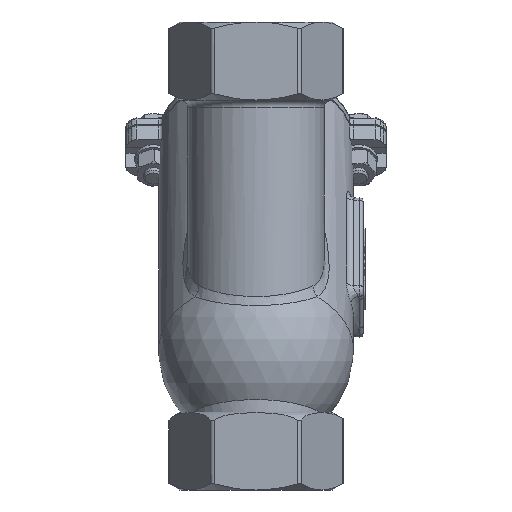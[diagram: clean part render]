
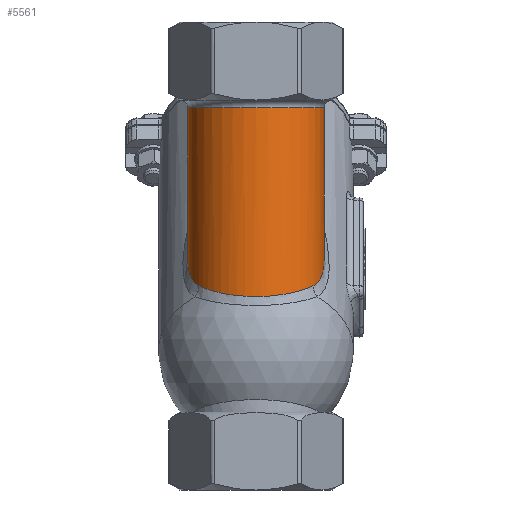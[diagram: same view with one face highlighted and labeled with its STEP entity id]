
A CAD part, front view. The second image highlights one B-rep face of the part: STEP entity #5561.
In plain terms, the highlighted cylindrical face has radius 17.5 mm (diameter 35 mm), a full revolution.
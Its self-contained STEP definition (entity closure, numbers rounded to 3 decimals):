
#469=B_SPLINE_CURVE_WITH_KNOTS('',3,(#9529,#9530,#9531,#9532,#9533,#9534,
#9535),.UNSPECIFIED.,.F.,.F.,(4,1,1,1,4),(-4.468,-3.191,
-2.553,-1.277,0.),.UNSPECIFIED.);
#470=B_SPLINE_CURVE_WITH_KNOTS('',3,(#9537,#9538,#9539,#9540,#9541,#9542),
 .UNSPECIFIED.,.F.,.F.,(4,1,1,4),(-1.538,-0.969,
-0.484,0.),.UNSPECIFIED.);
#471=B_SPLINE_CURVE_WITH_KNOTS('',3,(#9544,#9545,#9546,#9547,#9548,#9549,
#9550,#9551,#9552,#9553,#9554,#9555,#9556,#9557,#9558,#9559,#9560,#9561,
#9562,#9563,#9564,#9565),.UNSPECIFIED.,.F.,.F.,(4,1,1,1,1,1,1,1,1,1,1,1,
1,1,1,1,1,1,1,4),(-13.561,-13.076,-12.592,
-11.623,-10.655,-9.686,-8.717,-7.749,
-7.426,-7.103,-6.78,-6.457,
-6.135,-5.812,-5.166,-4.52,
-3.874,-2.906,-1.937,-1.538),
 .UNSPECIFIED.);
#625=FACE_OUTER_BOUND('',#954,.T.);
#954=EDGE_LOOP('',(#4085,#4086,#4087,#4088,#4089,#4090));
#1320=LINE('',#9543,#1689);
#1689=VECTOR('',#7039,17.5);
#2050=CIRCLE('',#6118,17.5);
#2432=VERTEX_POINT('',#9515);
#2435=VERTEX_POINT('',#9527);
#2436=VERTEX_POINT('',#9528);
#2437=VERTEX_POINT('',#9536);
#3053=EDGE_CURVE('',#2432,#2432,#2050,.T.);
#3060=EDGE_CURVE('',#2435,#2436,#469,.T.);
#3061=EDGE_CURVE('',#2437,#2435,#470,.T.);
#3062=EDGE_CURVE('',#2437,#2432,#1320,.T.);
#3063=EDGE_CURVE('',#2436,#2437,#471,.T.);
#4085=ORIENTED_EDGE('',*,*,#3060,.F.);
#4086=ORIENTED_EDGE('',*,*,#3061,.F.);
#4087=ORIENTED_EDGE('',*,*,#3062,.T.);
#4088=ORIENTED_EDGE('',*,*,#3053,.F.);
#4089=ORIENTED_EDGE('',*,*,#3062,.F.);
#4090=ORIENTED_EDGE('',*,*,#3063,.F.);
#5139=CYLINDRICAL_SURFACE('',#6125,17.5);
#5561=ADVANCED_FACE('',(#625),#5139,.T.);
#6118=AXIS2_PLACEMENT_3D('',#9517,#7023,#7024);
#6125=AXIS2_PLACEMENT_3D('',#9526,#7037,#7038);
#7023=DIRECTION('center_axis',(0.,0.,-1.));
#7024=DIRECTION('ref_axis',(1.,0.,0.));
#7037=DIRECTION('center_axis',(0.,0.,1.));
#7038=DIRECTION('ref_axis',(1.,0.,0.));
#7039=DIRECTION('',(0.,0.,-1.));
#9515=CARTESIAN_POINT('',(-17.5,0.,-38.));
#9517=CARTESIAN_POINT('Origin',(0.,0.,-38.));
#9526=CARTESIAN_POINT('Origin',(0.,0.,0.));
#9527=CARTESIAN_POINT('',(-14.571,-9.693,7.681));
#9528=CARTESIAN_POINT('',(14.571,-9.693,7.681));
#9529=CARTESIAN_POINT('Ctrl Pts',(-14.571,-9.693,7.681));
#9530=CARTESIAN_POINT('Ctrl Pts',(-12.775,-12.392,8.541));
#9531=CARTESIAN_POINT('Ctrl Pts',(-8.916,-15.686,9.698));
#9532=CARTESIAN_POINT('Ctrl Pts',(-0.906,-18.036,
10.6));
#9533=CARTESIAN_POINT('Ctrl Pts',(7.629,-16.809,10.105));
#9534=CARTESIAN_POINT('Ctrl Pts',(12.775,-12.392,8.541));
#9535=CARTESIAN_POINT('Ctrl Pts',(14.571,-9.693,7.681));
#9536=CARTESIAN_POINT('',(-17.503,-0.001,0.293));
#9537=CARTESIAN_POINT('Ctrl Pts',(-17.503,-0.001,
0.293));
#9538=CARTESIAN_POINT('Ctrl Pts',(-17.504,-1.045,1.636));
#9539=CARTESIAN_POINT('Ctrl Pts',(-17.328,-3.107,3.935));
#9540=CARTESIAN_POINT('Ctrl Pts',(-16.374,-6.511,6.438));
#9541=CARTESIAN_POINT('Ctrl Pts',(-15.252,-8.669,7.354));
#9542=CARTESIAN_POINT('Ctrl Pts',(-14.571,-9.693,7.681));
#9543=CARTESIAN_POINT('',(-17.5,0.,0.));
#9544=CARTESIAN_POINT('Ctrl Pts',(14.571,-9.693,7.681));
#9545=CARTESIAN_POINT('Ctrl Pts',(15.252,-8.669,7.354));
#9546=CARTESIAN_POINT('Ctrl Pts',(16.374,-6.512,6.438));
#9547=CARTESIAN_POINT('Ctrl Pts',(17.576,-2.222,3.286));
#9548=CARTESIAN_POINT('Ctrl Pts',(17.563,2.282,-2.512));
#9549=CARTESIAN_POINT('Ctrl Pts',(16.403,6.566,-10.356));
#9550=CARTESIAN_POINT('Ctrl Pts',(14.383,10.267,-18.411));
#9551=CARTESIAN_POINT('Ctrl Pts',(11.415,13.528,-26.278));
#9552=CARTESIAN_POINT('Ctrl Pts',(8.053,15.718,-31.89));
#9553=CARTESIAN_POINT('Ctrl Pts',(4.778,16.884,-34.944));
#9554=CARTESIAN_POINT('Ctrl Pts',(2.511,17.375,-36.24));
#9555=CARTESIAN_POINT('Ctrl Pts',(0.001,17.562,
-36.736));
#9556=CARTESIAN_POINT('Ctrl Pts',(-2.508,17.376,-36.241));
#9557=CARTESIAN_POINT('Ctrl Pts',(-4.775,16.884,-34.943));
#9558=CARTESIAN_POINT('Ctrl Pts',(-7.399,15.956,-32.513));
#9559=CARTESIAN_POINT('Ctrl Pts',(-10.012,14.479,-28.711));
#9560=CARTESIAN_POINT('Ctrl Pts',(-12.418,12.451,-23.668));
#9561=CARTESIAN_POINT('Ctrl Pts',(-14.608,9.855,-17.514));
#9562=CARTESIAN_POINT('Ctrl Pts',(-16.402,6.568,-10.36));
#9563=CARTESIAN_POINT('Ctrl Pts',(-17.336,3.122,-4.048));
#9564=CARTESIAN_POINT('Ctrl Pts',(-17.502,0.732,-0.65));
#9565=CARTESIAN_POINT('Ctrl Pts',(-17.503,-0.001,
0.293));
